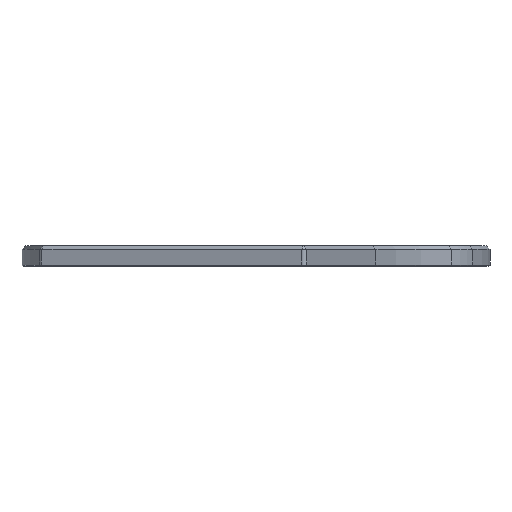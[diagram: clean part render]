
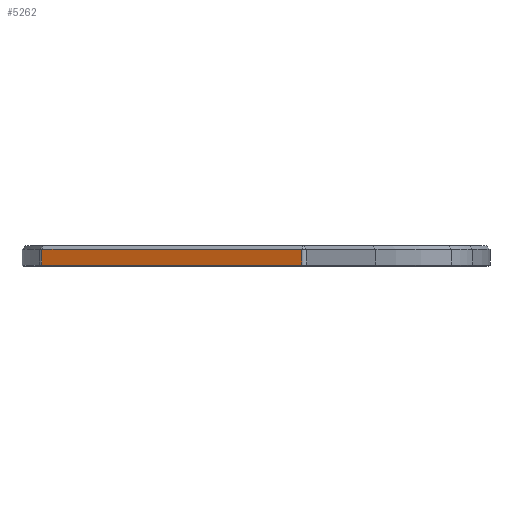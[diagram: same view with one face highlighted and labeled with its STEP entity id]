
A CAD part, left-side view. The second image highlights one B-rep face of the part: STEP entity #5262.
In plain terms, the highlighted planar face has unit normal (-0.94, 0.342, 0).
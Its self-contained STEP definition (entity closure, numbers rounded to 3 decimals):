
#697=FACE_OUTER_BOUND('',#1043,.T.);
#1043=EDGE_LOOP('',(#3611,#3612,#3613,#3614));
#1440=LINE('',#8215,#1840);
#1455=LINE('',#8279,#1855);
#1456=LINE('',#8283,#1856);
#1457=LINE('',#8284,#1857);
#1840=VECTOR('',#6368,10.);
#1855=VECTOR('',#6435,10.);
#1856=VECTOR('',#6440,10.);
#1857=VECTOR('',#6441,10.);
#2247=VERTEX_POINT('',#8209);
#2249=VERTEX_POINT('',#8213);
#2264=VERTEX_POINT('',#8278);
#2265=VERTEX_POINT('',#8282);
#2761=EDGE_CURVE('',#2249,#2247,#1440,.T.);
#2790=EDGE_CURVE('',#2264,#2247,#1455,.T.);
#2792=EDGE_CURVE('',#2265,#2249,#1456,.T.);
#2793=EDGE_CURVE('',#2264,#2265,#1457,.T.);
#3611=ORIENTED_EDGE('',*,*,#2761,.F.);
#3612=ORIENTED_EDGE('',*,*,#2792,.F.);
#3613=ORIENTED_EDGE('',*,*,#2793,.F.);
#3614=ORIENTED_EDGE('',*,*,#2790,.T.);
#5106=PLANE('',#5647);
#5262=ADVANCED_FACE('',(#697),#5106,.T.);
#5647=AXIS2_PLACEMENT_3D('',#8281,#6438,#6439);
#6368=DIRECTION('',(-0.342,-0.94,0.));
#6435=DIRECTION('',(0.,0.,1.));
#6438=DIRECTION('center_axis',(-0.94,0.342,0.));
#6439=DIRECTION('ref_axis',(-0.342,-0.94,0.));
#6440=DIRECTION('',(0.,0.,1.));
#6441=DIRECTION('',(0.342,0.94,0.));
#8209=CARTESIAN_POINT('',(6.639,-118.,13.28));
#8213=CARTESIAN_POINT('',(42.909,-18.35,13.28));
#8215=CARTESIAN_POINT('',(37.393,-33.505,13.28));
#8278=CARTESIAN_POINT('',(6.639,-118.,7.28));
#8279=CARTESIAN_POINT('',(6.639,-118.,13.78));
#8281=CARTESIAN_POINT('Origin',(42.909,-18.35,13.78));
#8282=CARTESIAN_POINT('',(42.909,-18.35,7.28));
#8283=CARTESIAN_POINT('',(42.909,-18.35,13.78));
#8284=CARTESIAN_POINT('',(37.393,-33.505,7.28));
